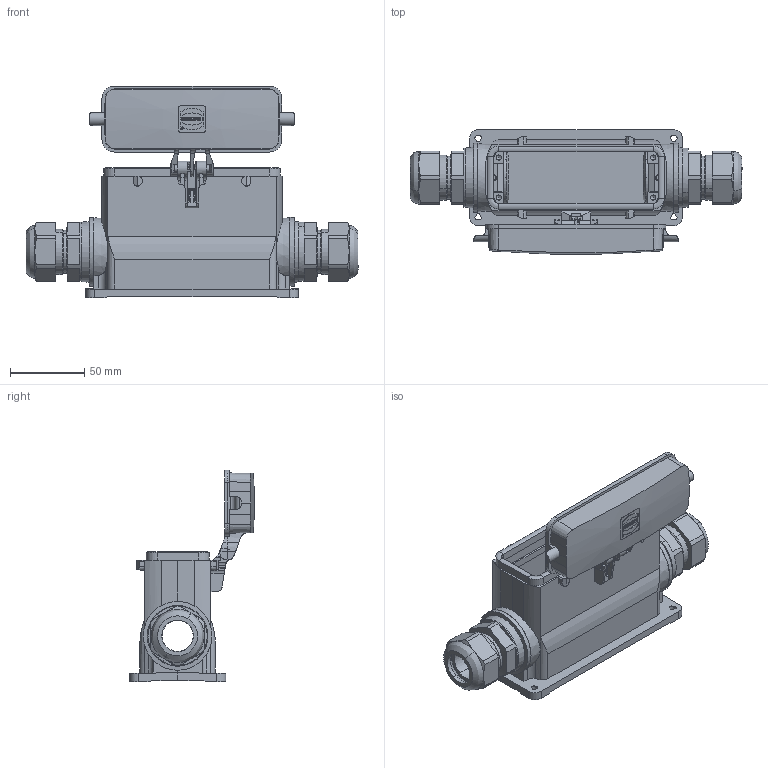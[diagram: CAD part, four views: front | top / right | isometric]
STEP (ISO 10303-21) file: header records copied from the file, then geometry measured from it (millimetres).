
FILE_DESCRIPTION(/* description */ (''),/* implementation_level */ '2;1');
FILE_NAME(/* name */ '100769407ugm000_d.stp',/* time_stamp */ '2022-07-12T13:22:23+02:00',/* author */ (''),/* organization */ (''),/* preprocessor_version */ 'ST-DEVELOPER v16.7',/* originating_system */ 'SIEMENS PLM Software NX 1911',/* authorisation */ '');
FILE_SCHEMA (('AUTOMOTIVE_DESIGN { 1 0 10303 214 3 1 1 1 }'));
Length unit declared in the file: millimetre
Products named in the file (1): 100769407ugm000_d
Bounding box: 224.1 x 84.43 x 143.1 mm (x, y, z)
Volume: 298194.9 mm3; surface area: 119781.2 mm2
Topology: 2 solids, 2 shells, 820 faces, 2574 edges, 1784 vertices
Faces by surface type: plane 493, cylinder 175, cone 103, revolution 20, bspline 19, extrusion 6, torus 4
Full cylindrical faces by diameter (mm): 1.006 x1, 1.477 x1, 3.4 x4, 3.5 x4, 4.8 x2, 30 x2, 32 x2, 46.4 x2
Entity records: 36879 total; most frequent: CARTESIAN_POINT 9164, ORIENTED_EDGE 5038, DIRECTION 4078, EDGE_CURVE 2519, VERTEX_POINT 1766, VECTOR 1382, LINE 1376, AXIS2_PLACEMENT_3D 1338
